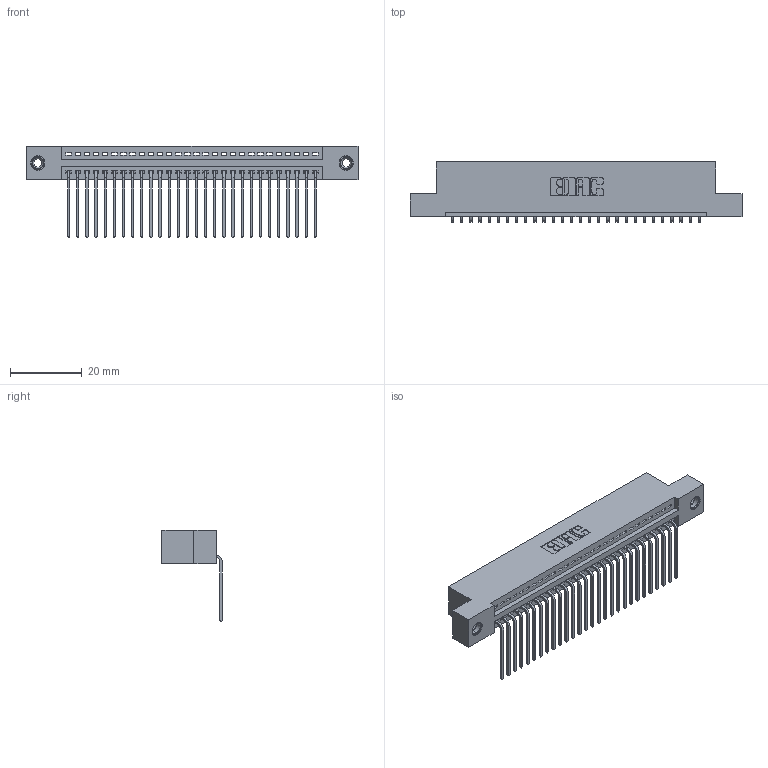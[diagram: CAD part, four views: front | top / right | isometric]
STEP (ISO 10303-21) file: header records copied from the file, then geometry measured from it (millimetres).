
FILE_DESCRIPTION (( 'STEP AP203' ), '1' );
FILE_NAME ('345-028-559-108.STEP', '2019-10-07T06:27:11', ( '' ), ( '' ), 'SwSTEP 2.0', 'SolidWorks 2016', '' );
FILE_SCHEMA (( 'CONFIG_CONTROL_DESIGN' ));
Length unit declared in the file: inch
Products named in the file (4): 345 Part_Flush Mounting Lugs - 0.156 Dia-TI; 345-028-559-108; 345-292-001_558 559 Tail - 1; 345-250-001_345-250-003-102
Assembly tree (31 placements, depth 2):
  345-028-559-108
    345 Part_Flush Mounting Lugs - 0.156 Dia-TI
    345-292-001_558 559 Tail - 1  x28
    345-250-001_345-250-003-102  x2
Bounding box: 92.33 x 16.75 x 25.53 mm (x, y, z)
Volume: 8741.6 mm3; surface area: 11993.8 mm2
Topology: 31 solids, 31 shells, 1866 faces, 5573 edges, 3670 vertices
Faces by surface type: plane 1288, cylinder 562, cone 12, torus 4
Entity records: 24228 total; most frequent: CARTESIAN_POINT 4179, ORIENTED_EDGE 4134, DIRECTION 3697, EDGE_CURVE 2067, VECTOR 1803, LINE 1803, VERTEX_POINT 1372, AXIS2_PLACEMENT_3D 947
